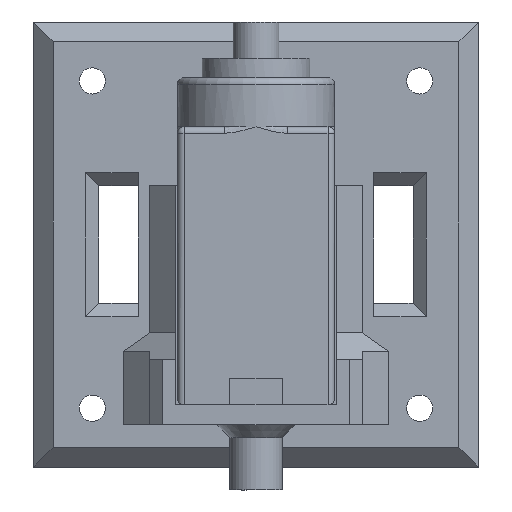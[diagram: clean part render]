
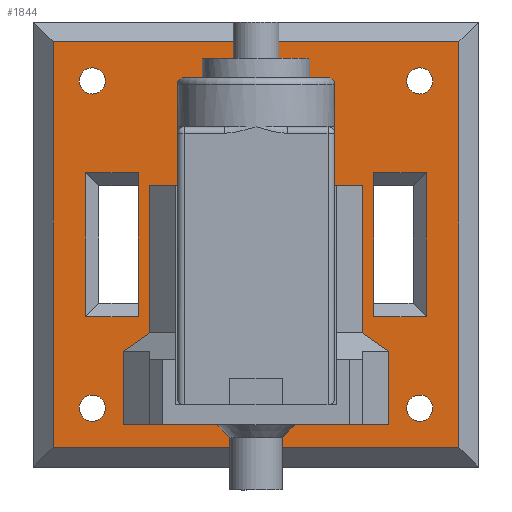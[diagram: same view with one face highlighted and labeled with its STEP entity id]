
A CAD part, left-side view. The second image highlights one B-rep face of the part: STEP entity #1844.
In plain terms, the highlighted face is planar.
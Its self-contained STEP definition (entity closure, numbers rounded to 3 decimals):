
#83=PLANE('',#2013);
#121=FACE_BOUND('',#336,.T.);
#122=FACE_BOUND('',#337,.T.);
#123=FACE_BOUND('',#338,.T.);
#124=FACE_BOUND('',#339,.T.);
#125=FACE_BOUND('',#340,.T.);
#126=FACE_BOUND('',#341,.T.);
#127=FACE_BOUND('',#342,.T.);
#128=FACE_BOUND('',#343,.T.);
#336=EDGE_LOOP('',(#1570,#1571,#1572,#1573));
#337=EDGE_LOOP('',(#1574,#1575,#1576,#1577));
#338=EDGE_LOOP('',(#1578,#1579,#1580,#1581,#1582,#1583,#1584,#1585));
#339=EDGE_LOOP('',(#1586,#1587,#1588,#1589));
#340=EDGE_LOOP('',(#1590));
#341=EDGE_LOOP('',(#1591));
#342=EDGE_LOOP('',(#1592));
#343=EDGE_LOOP('',(#1593));
#448=CIRCLE('',#2014,1.);
#449=CIRCLE('',#2015,1.);
#450=CIRCLE('',#2016,1.);
#451=CIRCLE('',#2017,1.);
#538=LINE('',#3117,#710);
#541=LINE('',#3123,#713);
#544=LINE('',#3129,#716);
#546=LINE('',#3132,#718);
#555=LINE('',#3151,#727);
#557=LINE('',#3156,#729);
#561=LINE('',#3163,#733);
#571=LINE('',#3181,#743);
#577=LINE('',#3195,#749);
#582=LINE('',#3205,#754);
#584=LINE('',#3209,#756);
#585=LINE('',#3211,#757);
#586=LINE('',#3213,#758);
#587=LINE('',#3215,#759);
#588=LINE('',#3217,#760);
#589=LINE('',#3218,#761);
#590=LINE('',#3221,#762);
#591=LINE('',#3223,#763);
#592=LINE('',#3225,#764);
#593=LINE('',#3226,#765);
#710=VECTOR('',#2362,11.);
#713=VECTOR('',#2367,4.);
#716=VECTOR('',#2372,11.);
#718=VECTOR('',#2376,4.);
#727=VECTOR('',#2393,4.);
#729=VECTOR('',#2397,4.);
#733=VECTOR('',#2403,11.);
#743=VECTOR('',#2421,11.);
#749=VECTOR('',#2429,2.449);
#754=VECTOR('',#2438,11.25);
#756=VECTOR('',#2442,5.586);
#757=VECTOR('',#2443,20.25);
#758=VECTOR('',#2444,5.586);
#759=VECTOR('',#2445,2.449);
#760=VECTOR('',#2446,11.25);
#761=VECTOR('',#2447,16.25);
#762=VECTOR('',#2448,31.);
#763=VECTOR('',#2449,31.);
#764=VECTOR('',#2450,31.);
#765=VECTOR('',#2451,31.);
#899=VERTEX_POINT('',#3114);
#900=VERTEX_POINT('',#3116);
#902=VERTEX_POINT('',#3122);
#904=VERTEX_POINT('',#3128);
#909=VERTEX_POINT('',#3148);
#910=VERTEX_POINT('',#3150);
#911=VERTEX_POINT('',#3154);
#912=VERTEX_POINT('',#3155);
#924=VERTEX_POINT('',#3192);
#925=VERTEX_POINT('',#3194);
#928=VERTEX_POINT('',#3204);
#929=VERTEX_POINT('',#3208);
#930=VERTEX_POINT('',#3210);
#931=VERTEX_POINT('',#3212);
#932=VERTEX_POINT('',#3214);
#933=VERTEX_POINT('',#3216);
#934=VERTEX_POINT('',#3219);
#935=VERTEX_POINT('',#3220);
#936=VERTEX_POINT('',#3222);
#937=VERTEX_POINT('',#3224);
#938=VERTEX_POINT('',#3227);
#939=VERTEX_POINT('',#3229);
#940=VERTEX_POINT('',#3231);
#941=VERTEX_POINT('',#3233);
#1114=EDGE_CURVE('',#899,#900,#538,.T.);
#1117=EDGE_CURVE('',#900,#902,#541,.T.);
#1120=EDGE_CURVE('',#902,#904,#544,.T.);
#1122=EDGE_CURVE('',#904,#899,#546,.T.);
#1131=EDGE_CURVE('',#909,#910,#555,.T.);
#1133=EDGE_CURVE('',#911,#912,#557,.T.);
#1137=EDGE_CURVE('',#910,#911,#561,.T.);
#1147=EDGE_CURVE('',#912,#909,#571,.T.);
#1153=EDGE_CURVE('',#925,#924,#577,.T.);
#1158=EDGE_CURVE('',#925,#928,#582,.T.);
#1160=EDGE_CURVE('',#924,#929,#584,.T.);
#1161=EDGE_CURVE('',#929,#930,#585,.T.);
#1162=EDGE_CURVE('',#930,#931,#586,.T.);
#1163=EDGE_CURVE('',#931,#932,#587,.T.);
#1164=EDGE_CURVE('',#933,#932,#588,.T.);
#1165=EDGE_CURVE('',#933,#928,#589,.T.);
#1166=EDGE_CURVE('',#934,#935,#590,.T.);
#1167=EDGE_CURVE('',#936,#934,#591,.T.);
#1168=EDGE_CURVE('',#937,#936,#592,.T.);
#1169=EDGE_CURVE('',#935,#937,#593,.T.);
#1170=EDGE_CURVE('',#938,#938,#448,.T.);
#1171=EDGE_CURVE('',#939,#939,#449,.T.);
#1172=EDGE_CURVE('',#940,#940,#450,.T.);
#1173=EDGE_CURVE('',#941,#941,#451,.T.);
#1570=ORIENTED_EDGE('',*,*,#1114,.F.);
#1571=ORIENTED_EDGE('',*,*,#1122,.F.);
#1572=ORIENTED_EDGE('',*,*,#1120,.F.);
#1573=ORIENTED_EDGE('',*,*,#1117,.F.);
#1574=ORIENTED_EDGE('',*,*,#1147,.F.);
#1575=ORIENTED_EDGE('',*,*,#1133,.F.);
#1576=ORIENTED_EDGE('',*,*,#1137,.F.);
#1577=ORIENTED_EDGE('',*,*,#1131,.F.);
#1578=ORIENTED_EDGE('',*,*,#1153,.T.);
#1579=ORIENTED_EDGE('',*,*,#1160,.T.);
#1580=ORIENTED_EDGE('',*,*,#1161,.T.);
#1581=ORIENTED_EDGE('',*,*,#1162,.T.);
#1582=ORIENTED_EDGE('',*,*,#1163,.T.);
#1583=ORIENTED_EDGE('',*,*,#1164,.F.);
#1584=ORIENTED_EDGE('',*,*,#1165,.T.);
#1585=ORIENTED_EDGE('',*,*,#1158,.F.);
#1586=ORIENTED_EDGE('',*,*,#1166,.F.);
#1587=ORIENTED_EDGE('',*,*,#1167,.F.);
#1588=ORIENTED_EDGE('',*,*,#1168,.F.);
#1589=ORIENTED_EDGE('',*,*,#1169,.F.);
#1590=ORIENTED_EDGE('',*,*,#1170,.T.);
#1591=ORIENTED_EDGE('',*,*,#1171,.T.);
#1592=ORIENTED_EDGE('',*,*,#1172,.T.);
#1593=ORIENTED_EDGE('',*,*,#1173,.T.);
#1844=ADVANCED_FACE('',(#121,#122,#123,#124,#125,#126,#127,#128),#83,.F.);
#2013=AXIS2_PLACEMENT_3D('',#3207,#2440,#2441);
#2014=AXIS2_PLACEMENT_3D('',#3228,#2452,#2453);
#2015=AXIS2_PLACEMENT_3D('',#3230,#2454,#2455);
#2016=AXIS2_PLACEMENT_3D('',#3232,#2456,#2457);
#2017=AXIS2_PLACEMENT_3D('',#3234,#2458,#2459);
#2362=DIRECTION('',(-1.,0.,0.));
#2367=DIRECTION('',(0.,0.,-1.));
#2372=DIRECTION('',(1.,0.,0.));
#2376=DIRECTION('',(0.,0.,1.));
#2393=DIRECTION('',(0.,0.,1.));
#2397=DIRECTION('',(0.,0.,-1.));
#2403=DIRECTION('',(-1.,0.,0.));
#2421=DIRECTION('',(1.,0.,0.));
#2429=DIRECTION('',(-0.577,0.,-0.816));
#2438=DIRECTION('',(1.,0.,0.));
#2440=DIRECTION('center_axis',(0.,1.,0.));
#2441=DIRECTION('ref_axis',(0.,0.,1.));
#2442=DIRECTION('',(-1.,0.,0.));
#2443=DIRECTION('',(0.,0.,1.));
#2444=DIRECTION('',(1.,0.,0.));
#2445=DIRECTION('',(0.577,0.,-0.816));
#2446=DIRECTION('',(-1.,0.,0.));
#2447=DIRECTION('',(0.,0.,-1.));
#2448=DIRECTION('',(-1.,0.,0.));
#2449=DIRECTION('',(0.,0.,-1.));
#2450=DIRECTION('',(1.,0.,0.));
#2451=DIRECTION('',(0.,0.,1.));
#2452=DIRECTION('center_axis',(0.,1.,0.));
#2453=DIRECTION('ref_axis',(-1.,0.,0.));
#2454=DIRECTION('center_axis',(0.,1.,0.));
#2455=DIRECTION('ref_axis',(-1.,0.,0.));
#2456=DIRECTION('center_axis',(0.,1.,0.));
#2457=DIRECTION('ref_axis',(-1.,0.,0.));
#2458=DIRECTION('center_axis',(0.,1.,0.));
#2459=DIRECTION('ref_axis',(-1.,0.,0.));
#3114=CARTESIAN_POINT('',(1.,27.5,-2.875));
#3116=CARTESIAN_POINT('',(-10.,27.5,-2.875));
#3117=CARTESIAN_POINT('',(-6.75,27.5,-2.875));
#3122=CARTESIAN_POINT('',(-10.,27.5,-6.875));
#3123=CARTESIAN_POINT('',(-10.,27.5,0.125));
#3128=CARTESIAN_POINT('',(1.,27.5,-6.875));
#3129=CARTESIAN_POINT('',(-2.25,27.5,-6.875));
#3132=CARTESIAN_POINT('',(1.,27.5,1.625));
#3148=CARTESIAN_POINT('',(1.,27.5,15.125));
#3150=CARTESIAN_POINT('',(1.,27.5,19.125));
#3151=CARTESIAN_POINT('',(1.,27.5,12.125));
#3154=CARTESIAN_POINT('',(-10.,27.5,19.125));
#3155=CARTESIAN_POINT('',(-10.,27.5,15.125));
#3156=CARTESIAN_POINT('',(-10.,27.5,10.625));
#3163=CARTESIAN_POINT('',(-6.75,27.5,19.125));
#3181=CARTESIAN_POINT('',(-2.25,27.5,15.125));
#3192=CARTESIAN_POINT('',(-12.664,27.5,-4.));
#3194=CARTESIAN_POINT('',(-11.25,27.5,-2.));
#3195=CARTESIAN_POINT('',(-8.308,27.5,2.161));
#3204=CARTESIAN_POINT('',(0.,27.5,-2.));
#3205=CARTESIAN_POINT('',(-6.813,27.5,-2.));
#3207=CARTESIAN_POINT('Origin',(-4.5,27.5,6.125));
#3208=CARTESIAN_POINT('',(-18.25,27.5,-4.));
#3209=CARTESIAN_POINT('',(-6.688,27.5,-4.));
#3210=CARTESIAN_POINT('',(-18.25,27.5,16.25));
#3211=CARTESIAN_POINT('',(-18.25,27.5,3.063));
#3212=CARTESIAN_POINT('',(-12.664,27.5,16.25));
#3213=CARTESIAN_POINT('',(-7.938,27.5,16.25));
#3214=CARTESIAN_POINT('',(-11.25,27.5,14.25));
#3215=CARTESIAN_POINT('',(-8.425,27.5,10.255));
#3216=CARTESIAN_POINT('',(0.,27.5,14.25));
#3217=CARTESIAN_POINT('',(-6.813,27.5,14.25));
#3218=CARTESIAN_POINT('',(0.,27.5,3.063));
#3219=CARTESIAN_POINT('',(11.,27.5,-9.375));
#3220=CARTESIAN_POINT('',(-20.,27.5,-9.375));
#3221=CARTESIAN_POINT('',(-13.,27.5,-9.375));
#3222=CARTESIAN_POINT('',(11.,27.5,21.625));
#3223=CARTESIAN_POINT('',(11.,27.5,-2.375));
#3224=CARTESIAN_POINT('',(-20.,27.5,21.625));
#3225=CARTESIAN_POINT('',(4.,27.5,21.625));
#3226=CARTESIAN_POINT('',(-20.,27.5,14.625));
#3227=CARTESIAN_POINT('',(-16.,27.5,18.625));
#3228=CARTESIAN_POINT('Origin',(-17.,27.5,18.625));
#3229=CARTESIAN_POINT('',(9.,27.5,18.625));
#3230=CARTESIAN_POINT('Origin',(8.,27.5,18.625));
#3231=CARTESIAN_POINT('',(9.,27.5,-6.375));
#3232=CARTESIAN_POINT('Origin',(8.,27.5,-6.375));
#3233=CARTESIAN_POINT('',(-16.,27.5,-6.375));
#3234=CARTESIAN_POINT('Origin',(-17.,27.5,-6.375));
